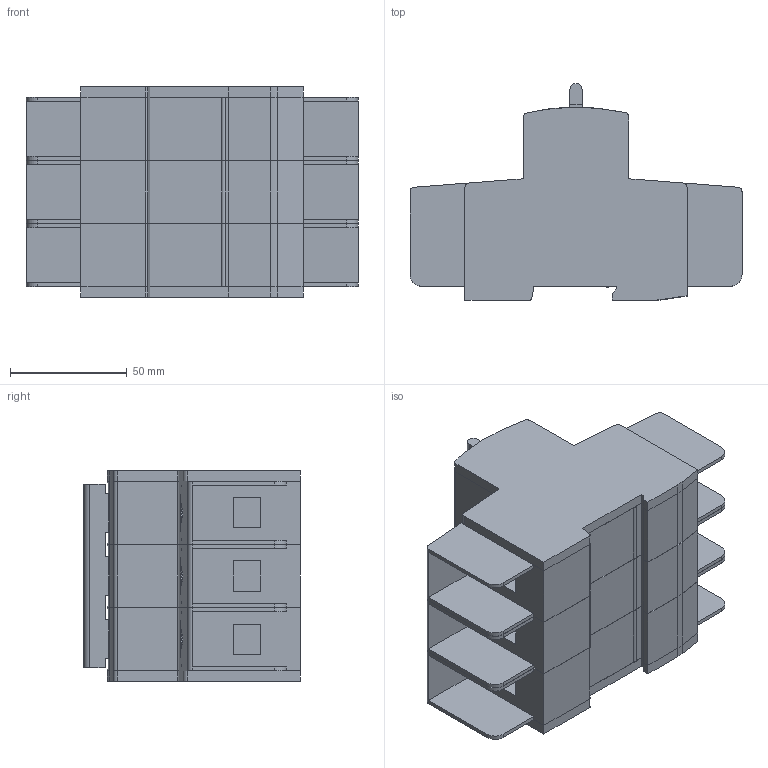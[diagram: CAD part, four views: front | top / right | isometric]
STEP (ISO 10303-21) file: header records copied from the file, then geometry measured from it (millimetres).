
FILE_DESCRIPTION (( 'STEP AP214' ), '1' );
FILE_NAME ('S803P-125-R.STEP', '2023-03-17T08:36:04', ( '' ), ( '' ), 'SwSTEP 2.0', 'SolidWorks 2021', '' );
FILE_SCHEMA (( 'AUTOMOTIVE_DESIGN' ));
Length unit declared in the file: millimetre
Products named in the file (1): S803P-125-R
Bounding box: 142 x 92.65 x 90 mm (x, y, z)
Volume: 553755.1 mm3; surface area: 152074.7 mm2
Topology: 3 solids, 3 shells, 366 faces, 1041 edges, 690 vertices
Faces by surface type: plane 263, cylinder 103
Entity records: 11881 total; most frequent: CARTESIAN_POINT 2170, ORIENTED_EDGE 2082, DIRECTION 1939, EDGE_CURVE 1041, LINE 829, VECTOR 829, VERTEX_POINT 690, AXIS2_PLACEMENT_3D 555
